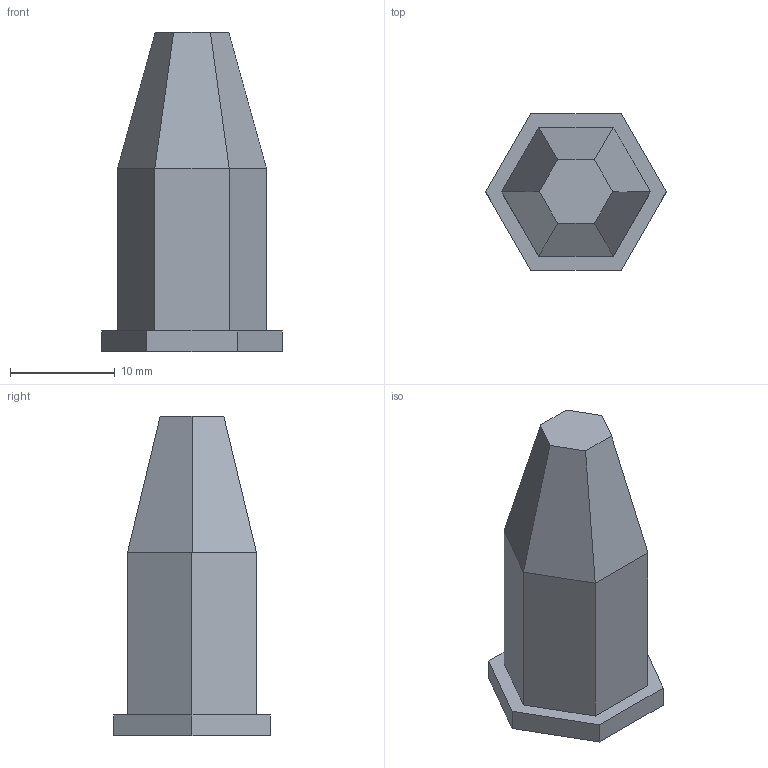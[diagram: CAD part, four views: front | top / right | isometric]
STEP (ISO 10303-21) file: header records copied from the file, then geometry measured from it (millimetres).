
FILE_DESCRIPTION(('FreeCAD Model'),'2;1');
FILE_NAME('Boli-tapa.step','2016-12-15T11:36:31',('Author'),(''), 'Open CASCADE STEP processor 6.8','FreeCAD','Unknown');
FILE_SCHEMA(('AUTOMOTIVE_DESIGN_CC2 { 1 2 10303 214 -1 1 5 4 }'));
Length unit declared in the file: millimetre
Products named in the file (2): ASSEMBLY; Group
Assembly tree (1 placements, depth 2):
  ASSEMBLY
    Group
Bounding box: 17.2 x 14.9 x 30.48 mm (x, y, z)
Volume: 1492.9 mm3; surface area: 2270.7 mm2
Topology: 1 solids, 1 shells, 36 faces, 90 edges, 60 vertices
Faces by surface type: plane 24, bspline 12
Entity records: 5731 total; most frequent: CARTESIAN_POINT 4064, DIRECTION 226, ORIENTED_EDGE 180, PCURVE 180, DEFINITIONAL_REPRESENTATION 180, LINE 174, VECTOR 174, B_SPLINE_CURVE_WITH_KNOTS 96
